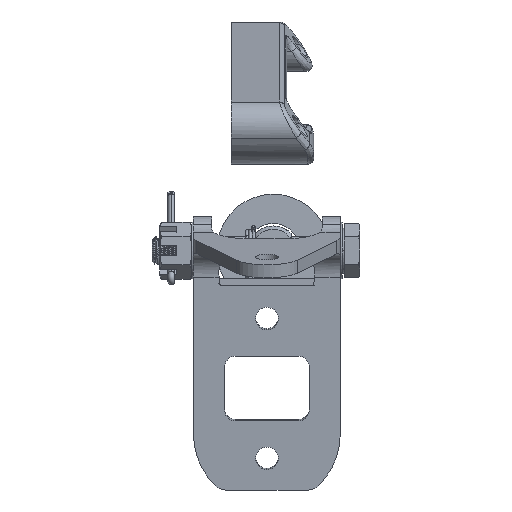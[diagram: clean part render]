
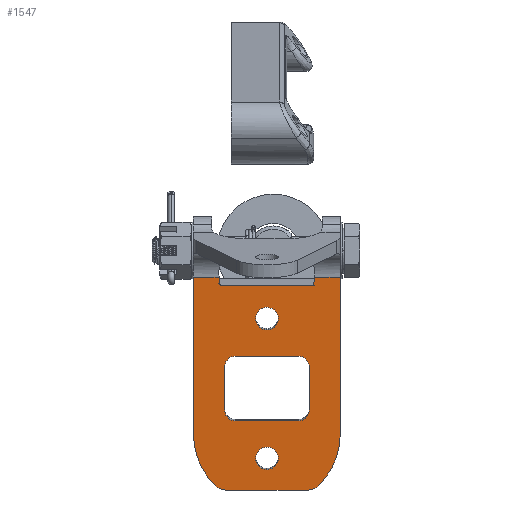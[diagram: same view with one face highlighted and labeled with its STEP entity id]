
A CAD part, left-side view. The second image highlights one B-rep face of the part: STEP entity #1547.
In plain terms, the highlighted planar face has unit normal (-0.995, 0, -0.104).
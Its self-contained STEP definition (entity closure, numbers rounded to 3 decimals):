
#416=FACE_BOUND('',#2419,.T.);
#417=FACE_BOUND('',#2420,.T.);
#418=FACE_BOUND('',#2421,.T.);
#419=FACE_BOUND('',#2422,.T.);
#729=B_SPLINE_CURVE_WITH_KNOTS('',3,(#39921,#39922,#39923,#39924),
 .UNSPECIFIED.,.F.,.F.,(4,4),(0.,1.),.UNSPECIFIED.);
#730=B_SPLINE_CURVE_WITH_KNOTS('',3,(#39928,#39929,#39930,#39931),
 .UNSPECIFIED.,.F.,.F.,(4,4),(0.,1.),.UNSPECIFIED.);
#731=B_SPLINE_CURVE_WITH_KNOTS('',3,(#39933,#39934,#39935,#39936),
 .UNSPECIFIED.,.F.,.F.,(4,4),(0.,1.),.UNSPECIFIED.);
#1204=PLANE('',#7702);
#1547=ADVANCED_FACE('',(#416,#417,#418,#419),#1204,.T.);
#2419=EDGE_LOOP('',(#4718,#4719,#4720,#4721,#4722,#4723,#4724,#4725));
#2420=EDGE_LOOP('',(#4726,#4727));
#2421=EDGE_LOOP('',(#4728,#4729));
#2422=EDGE_LOOP('',(#4730,#4731,#4732,#4733,#4734,#4735,#4736,#4737,#4738,
#4739,#4740,#4741,#4742));
#2758=LINE('',#39670,#3112);
#2762=LINE('',#39682,#3116);
#2767=LINE('',#39696,#3121);
#2770=LINE('',#39706,#3124);
#2778=LINE('',#39738,#3132);
#2813=LINE('',#39917,#3167);
#2814=LINE('',#39919,#3168);
#2815=LINE('',#39926,#3169);
#2816=LINE('',#39938,#3170);
#2817=LINE('',#39940,#3171);
#3112=VECTOR('',#8839,1.);
#3116=VECTOR('',#8851,1.);
#3121=VECTOR('',#8864,1.);
#3124=VECTOR('',#8875,1.);
#3132=VECTOR('',#8909,1.);
#3167=VECTOR('',#9048,1.);
#3168=VECTOR('',#9049,1.);
#3169=VECTOR('',#9050,1.);
#3170=VECTOR('',#9051,1.);
#3171=VECTOR('',#9052,1.);
#4718=ORIENTED_EDGE('',*,*,#6612,.T.);
#4719=ORIENTED_EDGE('',*,*,#6609,.F.);
#4720=ORIENTED_EDGE('',*,*,#6606,.T.);
#4721=ORIENTED_EDGE('',*,*,#6602,.F.);
#4722=ORIENTED_EDGE('',*,*,#6600,.T.);
#4723=ORIENTED_EDGE('',*,*,#6596,.F.);
#4724=ORIENTED_EDGE('',*,*,#6594,.T.);
#4725=ORIENTED_EDGE('',*,*,#6614,.F.);
#4726=ORIENTED_EDGE('',*,*,#6619,.F.);
#4727=ORIENTED_EDGE('',*,*,#6621,.F.);
#4728=ORIENTED_EDGE('',*,*,#6625,.F.);
#4729=ORIENTED_EDGE('',*,*,#6627,.F.);
#4730=ORIENTED_EDGE('',*,*,#6630,.T.);
#4731=ORIENTED_EDGE('',*,*,#6700,.T.);
#4732=ORIENTED_EDGE('',*,*,#6698,.T.);
#4733=ORIENTED_EDGE('',*,*,#6701,.F.);
#4734=ORIENTED_EDGE('',*,*,#6702,.F.);
#4735=ORIENTED_EDGE('',*,*,#6703,.T.);
#4736=ORIENTED_EDGE('',*,*,#6704,.F.);
#4737=ORIENTED_EDGE('',*,*,#6705,.T.);
#4738=ORIENTED_EDGE('',*,*,#6706,.T.);
#4739=ORIENTED_EDGE('',*,*,#6707,.F.);
#4740=ORIENTED_EDGE('',*,*,#6708,.T.);
#4741=ORIENTED_EDGE('',*,*,#6709,.F.);
#4742=ORIENTED_EDGE('',*,*,#6710,.T.);
#5709=VERTEX_POINT('',#39665);
#5710=VERTEX_POINT('',#39667);
#5711=VERTEX_POINT('',#39671);
#5714=VERTEX_POINT('',#39679);
#5715=VERTEX_POINT('',#39683);
#5718=VERTEX_POINT('',#39691);
#5720=VERTEX_POINT('',#39697);
#5722=VERTEX_POINT('',#39703);
#5724=VERTEX_POINT('',#39711);
#5726=VERTEX_POINT('',#39715);
#5727=VERTEX_POINT('',#39722);
#5730=VERTEX_POINT('',#39727);
#5733=VERTEX_POINT('',#39737);
#5734=VERTEX_POINT('',#39739);
#5779=VERTEX_POINT('',#39911);
#5780=VERTEX_POINT('',#39913);
#5781=VERTEX_POINT('',#39918);
#5782=VERTEX_POINT('',#39920);
#5783=VERTEX_POINT('',#39925);
#5784=VERTEX_POINT('',#39927);
#5785=VERTEX_POINT('',#39932);
#5786=VERTEX_POINT('',#39937);
#5787=VERTEX_POINT('',#39939);
#5788=VERTEX_POINT('',#39941);
#5789=VERTEX_POINT('',#39943);
#6594=EDGE_CURVE('',#5710,#5709,#7128,.T.);
#6596=EDGE_CURVE('',#5710,#5711,#2758,.T.);
#6600=EDGE_CURVE('',#5714,#5711,#7130,.T.);
#6602=EDGE_CURVE('',#5714,#5715,#2762,.T.);
#6606=EDGE_CURVE('',#5718,#5715,#7132,.T.);
#6609=EDGE_CURVE('',#5718,#5720,#2767,.T.);
#6612=EDGE_CURVE('',#5722,#5720,#7134,.T.);
#6614=EDGE_CURVE('',#5722,#5709,#2770,.T.);
#6619=EDGE_CURVE('',#5726,#5724,#7136,.T.);
#6621=EDGE_CURVE('',#5724,#5726,#7138,.T.);
#6625=EDGE_CURVE('',#5730,#5727,#7140,.T.);
#6627=EDGE_CURVE('',#5727,#5730,#7142,.T.);
#6630=EDGE_CURVE('',#5734,#5733,#2778,.T.);
#6698=EDGE_CURVE('',#5780,#5779,#7169,.T.);
#6700=EDGE_CURVE('',#5733,#5780,#7170,.T.);
#6701=EDGE_CURVE('',#5781,#5779,#2813,.T.);
#6702=EDGE_CURVE('',#5782,#5781,#2814,.T.);
#6703=EDGE_CURVE('',#5782,#5783,#729,.T.);
#6704=EDGE_CURVE('',#5784,#5783,#2815,.T.);
#6705=EDGE_CURVE('',#5784,#5785,#730,.T.);
#6706=EDGE_CURVE('',#5785,#5786,#731,.T.);
#6707=EDGE_CURVE('',#5787,#5786,#2816,.T.);
#6708=EDGE_CURVE('',#5787,#5788,#2817,.T.);
#6709=EDGE_CURVE('',#5789,#5788,#7171,.T.);
#6710=EDGE_CURVE('',#5789,#5734,#7172,.T.);
#7128=CIRCLE('',#7621,2.413);
#7130=CIRCLE('',#7625,2.413);
#7132=CIRCLE('',#7629,2.413);
#7134=CIRCLE('',#7633,2.413);
#7136=CIRCLE('',#7637,2.546);
#7138=CIRCLE('',#7640,2.546);
#7140=CIRCLE('',#7643,2.546);
#7142=CIRCLE('',#7646,2.546);
#7169=CIRCLE('',#7697,16.51);
#7170=CIRCLE('',#7699,3.175);
#7171=CIRCLE('',#7700,16.51);
#7172=CIRCLE('',#7701,3.175);
#7621=AXIS2_PLACEMENT_3D('',#39666,#8834,#8835);
#7625=AXIS2_PLACEMENT_3D('',#39678,#8846,#8847);
#7629=AXIS2_PLACEMENT_3D('',#39690,#8858,#8859);
#7633=AXIS2_PLACEMENT_3D('',#39702,#8870,#8871);
#7637=AXIS2_PLACEMENT_3D('',#39716,#8883,#8884);
#7640=AXIS2_PLACEMENT_3D('',#39719,#8889,#8890);
#7643=AXIS2_PLACEMENT_3D('',#39728,#8897,#8898);
#7646=AXIS2_PLACEMENT_3D('',#39731,#8903,#8904);
#7697=AXIS2_PLACEMENT_3D('',#39912,#9041,#9042);
#7699=AXIS2_PLACEMENT_3D('',#39916,#9046,#9047);
#7700=AXIS2_PLACEMENT_3D('',#39942,#9053,#9054);
#7701=AXIS2_PLACEMENT_3D('',#39944,#9055,#9056);
#7702=AXIS2_PLACEMENT_3D('',#39945,#9057,#9058);
#8834=DIRECTION('',(0.995,0.,0.105));
#8835=DIRECTION('',(0.105,0.,-0.995));
#8839=DIRECTION('',(0.,-1.,0.));
#8846=DIRECTION('',(0.995,0.,0.105));
#8847=DIRECTION('',(0.,-1.,0.));
#8851=DIRECTION('',(-0.105,0.,0.995));
#8858=DIRECTION('',(0.995,0.,0.105));
#8859=DIRECTION('',(-0.105,0.,0.995));
#8864=DIRECTION('',(0.,1.,0.));
#8870=DIRECTION('',(0.995,0.,0.105));
#8871=DIRECTION('',(0.,1.,0.));
#8875=DIRECTION('',(0.105,0.,-0.995));
#8883=DIRECTION('',(-0.995,0.,-0.105));
#8884=DIRECTION('',(0.,-1.,0.));
#8889=DIRECTION('',(-0.995,0.,-0.105));
#8890=DIRECTION('',(0.,1.,0.));
#8897=DIRECTION('',(-0.995,0.,-0.105));
#8898=DIRECTION('',(0.,-1.,0.));
#8903=DIRECTION('',(-0.995,0.,-0.105));
#8904=DIRECTION('',(0.,1.,0.));
#8909=DIRECTION('',(0.,-1.,0.));
#9041=DIRECTION('',(-0.995,0.,-0.105));
#9042=DIRECTION('',(0.075,-0.7,-0.71));
#9046=DIRECTION('',(-0.995,0.,-0.105));
#9047=DIRECTION('',(0.105,0.,-0.995));
#9048=DIRECTION('',(0.105,0.,-0.995));
#9049=DIRECTION('',(0.,-1.,0.));
#9050=DIRECTION('',(0.,-1.,0.));
#9051=DIRECTION('',(0.,-1.,0.));
#9052=DIRECTION('',(0.105,0.,-0.995));
#9053=DIRECTION('',(0.995,0.,0.105));
#9054=DIRECTION('',(0.075,0.7,-0.71));
#9055=DIRECTION('',(-0.995,0.,-0.105));
#9056=DIRECTION('',(0.075,0.7,-0.71));
#9057=DIRECTION('',(-0.995,0.,-0.105));
#9058=DIRECTION('',(0.105,0.,-0.995));
#39665=CARTESIAN_POINT('',(-66.401,10.953,-35.832));
#39666=CARTESIAN_POINT('',(-66.401,8.54,-35.832));
#39667=CARTESIAN_POINT('',(-66.149,8.54,-38.232));
#39670=CARTESIAN_POINT('',(-66.149,8.54,-38.232));
#39671=CARTESIAN_POINT('',(-66.149,-5.684,-38.232));
#39678=CARTESIAN_POINT('',(-66.401,-5.684,-35.832));
#39679=CARTESIAN_POINT('',(-66.401,-8.097,-35.832));
#39682=CARTESIAN_POINT('',(-66.401,-8.097,-35.832));
#39683=CARTESIAN_POINT('',(-67.418,-8.097,-26.156));
#39690=CARTESIAN_POINT('',(-67.418,-5.684,-26.156));
#39691=CARTESIAN_POINT('',(-67.67,-5.684,-23.756));
#39696=CARTESIAN_POINT('',(-67.67,-5.684,-23.756));
#39697=CARTESIAN_POINT('',(-67.67,8.54,-23.756));
#39702=CARTESIAN_POINT('',(-67.418,8.54,-26.156));
#39703=CARTESIAN_POINT('',(-67.418,10.953,-26.156));
#39706=CARTESIAN_POINT('',(-67.418,10.953,-26.156));
#39711=CARTESIAN_POINT('',(-68.561,3.974,-15.282));
#39715=CARTESIAN_POINT('',(-68.561,-1.119,-15.282));
#39716=CARTESIAN_POINT('',(-68.561,1.428,-15.282));
#39719=CARTESIAN_POINT('',(-68.561,1.428,-15.282));
#39722=CARTESIAN_POINT('',(-65.258,3.974,-46.706));
#39727=CARTESIAN_POINT('',(-65.258,-1.119,-46.706));
#39728=CARTESIAN_POINT('',(-65.258,1.428,-46.706));
#39731=CARTESIAN_POINT('',(-65.258,1.428,-46.706));
#39737=CARTESIAN_POINT('',(-64.51,-7.905,-53.825));
#39738=CARTESIAN_POINT('',(-64.51,10.76,-53.825));
#39739=CARTESIAN_POINT('',(-64.51,10.76,-53.825));
#39911=CARTESIAN_POINT('',(-65.838,-15.082,-41.194));
#39912=CARTESIAN_POINT('',(-65.838,1.428,-41.194));
#39913=CARTESIAN_POINT('',(-64.605,-10.127,-52.922));
#39916=CARTESIAN_POINT('',(-64.842,-7.905,-50.667));
#39917=CARTESIAN_POINT('',(-69.538,-15.082,-5.983));
#39918=CARTESIAN_POINT('',(-69.538,-15.082,-5.983));
#39919=CARTESIAN_POINT('',(-69.538,-9.312,-5.983));
#39920=CARTESIAN_POINT('',(-69.538,-9.312,-5.983));
#39921=CARTESIAN_POINT('',(-69.538,-9.312,-5.983));
#39922=CARTESIAN_POINT('',(-69.473,-9.239,-6.602));
#39923=CARTESIAN_POINT('',(-69.408,-9.163,-7.221));
#39924=CARTESIAN_POINT('',(-69.343,-9.083,-7.839));
#39925=CARTESIAN_POINT('',(-69.343,-9.083,-7.839));
#39926=CARTESIAN_POINT('',(-69.343,11.438,-7.839));
#39927=CARTESIAN_POINT('',(-69.343,11.438,-7.839));
#39928=CARTESIAN_POINT('',(-69.343,11.438,-7.839));
#39929=CARTESIAN_POINT('',(-69.343,11.68,-7.838));
#39930=CARTESIAN_POINT('',(-69.358,11.957,-7.699));
#39931=CARTESIAN_POINT('',(-69.384,11.987,-7.455));
#39932=CARTESIAN_POINT('',(-69.384,11.987,-7.455));
#39933=CARTESIAN_POINT('',(-69.384,11.987,-7.455));
#39934=CARTESIAN_POINT('',(-69.435,12.049,-6.965));
#39935=CARTESIAN_POINT('',(-69.487,12.109,-6.474));
#39936=CARTESIAN_POINT('',(-69.538,12.167,-5.983));
#39937=CARTESIAN_POINT('',(-69.538,12.167,-5.983));
#39938=CARTESIAN_POINT('',(-69.538,17.938,-5.983));
#39939=CARTESIAN_POINT('',(-69.538,17.938,-5.983));
#39940=CARTESIAN_POINT('',(-69.538,17.938,-5.983));
#39941=CARTESIAN_POINT('',(-65.838,17.938,-41.194));
#39942=CARTESIAN_POINT('',(-65.838,1.428,-41.194));
#39943=CARTESIAN_POINT('',(-64.605,12.982,-52.922));
#39944=CARTESIAN_POINT('',(-64.842,10.76,-50.667));
#39945=CARTESIAN_POINT('',(-70.263,17.938,0.908));
